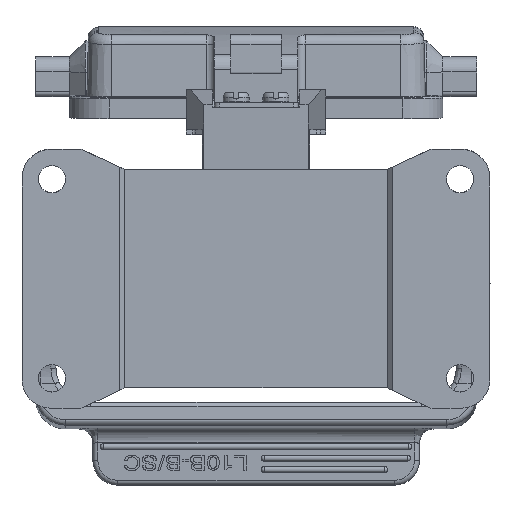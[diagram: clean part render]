
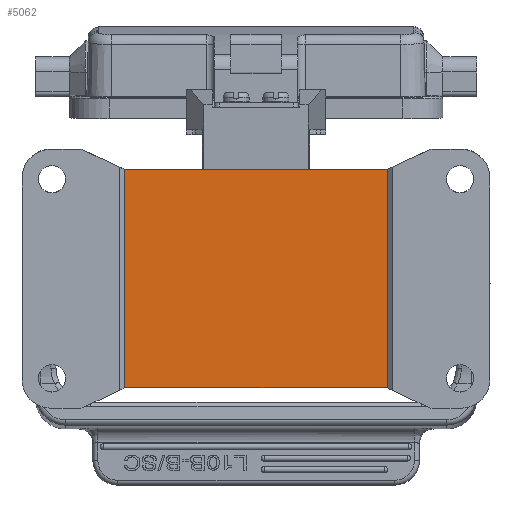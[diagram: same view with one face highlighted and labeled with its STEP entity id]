
A CAD part, front view. The second image highlights one B-rep face of the part: STEP entity #5062.
In plain terms, the highlighted planar face has unit normal (0, -1, -0.009).
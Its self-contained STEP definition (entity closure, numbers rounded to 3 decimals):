
#3711=PLANE('',#32807);
#5062=ADVANCED_FACE('',(#7211),#3711,.F.);
#7211=FACE_OUTER_BOUND('',#8848,.T.);
#8848=EDGE_LOOP('',(#20950,#20951,#20952,#20953,#20954,#20955,#20956,#20957));
#9418=B_SPLINE_CURVE_WITH_KNOTS('',3,(#44107,#44108,#44109,#44110),
 .UNSPECIFIED.,.F.,.F.,(4,4),(0.,1.),.UNSPECIFIED.);
#9420=B_SPLINE_CURVE_WITH_KNOTS('',3,(#44150,#44151,#44152,#44153),
 .UNSPECIFIED.,.F.,.F.,(4,4),(0.,1.),.UNSPECIFIED.);
#10286=B_SPLINE_CURVE_WITH_KNOTS('',3,(#52738,#52739,#52740,#52741),
 .UNSPECIFIED.,.F.,.F.,(4,4),(0.,1.),.UNSPECIFIED.);
#10288=B_SPLINE_CURVE_WITH_KNOTS('',3,(#52761,#52762,#52763,#52764),
 .UNSPECIFIED.,.F.,.F.,(4,4),(0.,1.),.UNSPECIFIED.);
#10292=B_SPLINE_CURVE_WITH_KNOTS('',3,(#52836,#52837,#52838,#52839),
 .UNSPECIFIED.,.F.,.F.,(4,4),(0.,1.),.UNSPECIFIED.);
#10293=B_SPLINE_CURVE_WITH_KNOTS('',3,(#52841,#52842,#52843,#52844),
 .UNSPECIFIED.,.F.,.F.,(4,4),(0.,1.),.UNSPECIFIED.);
#10294=B_SPLINE_CURVE_WITH_KNOTS('',3,(#52845,#52846,#52847,#52848),
 .UNSPECIFIED.,.F.,.F.,(4,4),(0.,1.),.UNSPECIFIED.);
#10295=B_SPLINE_CURVE_WITH_KNOTS('',3,(#52850,#52851,#52852,#52853),
 .UNSPECIFIED.,.F.,.F.,(4,4),(0.,1.),.UNSPECIFIED.);
#20950=ORIENTED_EDGE('',*,*,#26781,.T.);
#20951=ORIENTED_EDGE('',*,*,#26800,.F.);
#20952=ORIENTED_EDGE('',*,*,#28930,.F.);
#20953=ORIENTED_EDGE('',*,*,#28902,.F.);
#20954=ORIENTED_EDGE('',*,*,#28898,.T.);
#20955=ORIENTED_EDGE('',*,*,#28929,.F.);
#20956=ORIENTED_EDGE('',*,*,#28931,.T.);
#20957=ORIENTED_EDGE('',*,*,#28932,.F.);
#23550=VERTEX_POINT('',#44099);
#23552=VERTEX_POINT('',#44106);
#23561=VERTEX_POINT('',#44149);
#24977=VERTEX_POINT('',#52732);
#24978=VERTEX_POINT('',#52737);
#24982=VERTEX_POINT('',#52765);
#25000=VERTEX_POINT('',#52835);
#25001=VERTEX_POINT('',#52849);
#26781=EDGE_CURVE('',#23550,#23552,#9418,.T.);
#26800=EDGE_CURVE('',#23561,#23552,#9420,.T.);
#28898=EDGE_CURVE('',#24977,#24978,#10286,.T.);
#28902=EDGE_CURVE('',#24977,#24982,#10288,.T.);
#28929=EDGE_CURVE('',#25000,#24978,#10292,.T.);
#28930=EDGE_CURVE('',#24982,#23561,#10293,.T.);
#28931=EDGE_CURVE('',#25000,#25001,#10294,.T.);
#28932=EDGE_CURVE('',#23550,#25001,#10295,.T.);
#32807=AXIS2_PLACEMENT_3D('',#52854,#38916,#38917);
#38916=DIRECTION('',(0.,1.,0.009));
#38917=DIRECTION('',(0.,0.009,-1.));
#44099=CARTESIAN_POINT('',(73.415,1.651,-43.887));
#44106=CARTESIAN_POINT('',(73.415,1.268,0.006));
#44107=CARTESIAN_POINT('',(73.415,1.651,-43.887));
#44108=CARTESIAN_POINT('',(73.415,1.523,-29.256));
#44109=CARTESIAN_POINT('',(73.415,1.395,-14.625));
#44110=CARTESIAN_POINT('',(73.415,1.268,0.006));
#44149=CARTESIAN_POINT('',(73.397,1.268,0.001));
#44150=CARTESIAN_POINT('',(73.398,1.268,0.));
#44151=CARTESIAN_POINT('',(73.403,1.268,0.003));
#44152=CARTESIAN_POINT('',(73.409,1.268,0.005));
#44153=CARTESIAN_POINT('',(73.414,1.268,0.008));
#52732=CARTESIAN_POINT('',(20.572,1.284,0.006));
#52737=CARTESIAN_POINT('',(20.572,1.667,-43.886));
#52738=CARTESIAN_POINT('',(20.572,1.284,0.006));
#52739=CARTESIAN_POINT('',(20.572,1.412,-14.625));
#52740=CARTESIAN_POINT('',(20.572,1.539,-29.255));
#52741=CARTESIAN_POINT('',(20.572,1.667,-43.886));
#52761=CARTESIAN_POINT('',(20.572,1.284,0.008));
#52762=CARTESIAN_POINT('',(20.578,1.284,0.005));
#52763=CARTESIAN_POINT('',(20.584,1.284,0.003));
#52764=CARTESIAN_POINT('',(20.589,1.284,0.));
#52765=CARTESIAN_POINT('',(20.589,1.284,0.001));
#52835=CARTESIAN_POINT('',(20.589,1.667,-43.881));
#52836=CARTESIAN_POINT('',(20.589,1.667,-43.88));
#52837=CARTESIAN_POINT('',(20.584,1.667,-43.883));
#52838=CARTESIAN_POINT('',(20.578,1.667,-43.885));
#52839=CARTESIAN_POINT('',(20.573,1.667,-43.888));
#52841=CARTESIAN_POINT('',(20.589,1.284,0.));
#52842=CARTESIAN_POINT('',(38.192,1.279,0.));
#52843=CARTESIAN_POINT('',(55.795,1.273,0.));
#52844=CARTESIAN_POINT('',(73.397,1.268,0.));
#52845=CARTESIAN_POINT('',(20.589,1.667,-43.881));
#52846=CARTESIAN_POINT('',(38.192,1.661,-43.88));
#52847=CARTESIAN_POINT('',(55.795,1.656,-43.88));
#52848=CARTESIAN_POINT('',(73.398,1.651,-43.88));
#52849=CARTESIAN_POINT('',(73.398,1.651,-43.88));
#52850=CARTESIAN_POINT('',(73.415,1.651,-43.888));
#52851=CARTESIAN_POINT('',(73.409,1.651,-43.885));
#52852=CARTESIAN_POINT('',(73.403,1.651,-43.883));
#52853=CARTESIAN_POINT('',(73.398,1.651,-43.88));
#52854=CARTESIAN_POINT('',(46.993,1.467,-21.94));
